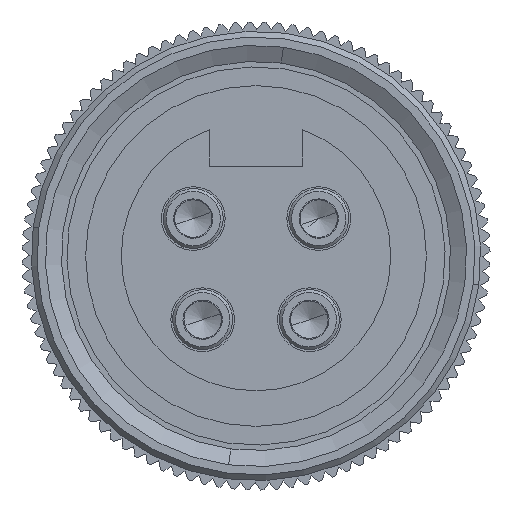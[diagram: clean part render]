
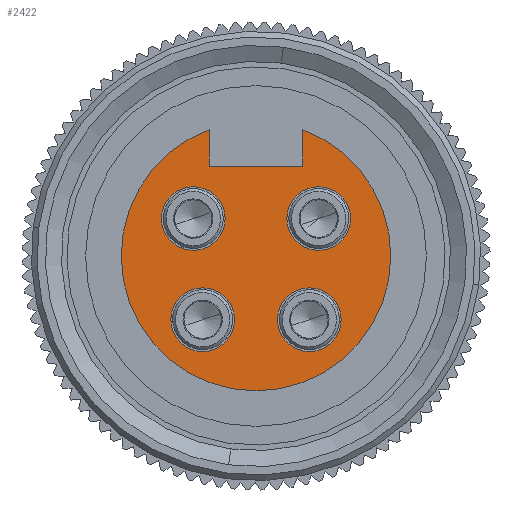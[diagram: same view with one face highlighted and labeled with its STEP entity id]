
A CAD part, front view. The second image highlights one B-rep face of the part: STEP entity #2422.
In plain terms, the highlighted planar face has unit normal (0, -1, 0).
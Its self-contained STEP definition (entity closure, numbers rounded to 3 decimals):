
#281=CARTESIAN_POINT('',(2.85,-18.5,-3.4));
#282=DIRECTION('',(0.,-1.,0.));
#283=DIRECTION('',(0.,0.,1.));
#284=AXIS2_PLACEMENT_3D('',#281,#282,#283);
#286=CARTESIAN_POINT('',(2.85,-18.5,-3.4));
#287=DIRECTION('',(0.,-1.,0.));
#288=DIRECTION('',(0.,0.,-1.));
#289=AXIS2_PLACEMENT_3D('',#286,#287,#288);
#291=CARTESIAN_POINT('',(3.35,-18.5,2.));
#292=DIRECTION('',(0.,-1.,0.));
#293=DIRECTION('',(0.,0.,1.));
#294=AXIS2_PLACEMENT_3D('',#291,#292,#293);
#296=CARTESIAN_POINT('',(3.35,-18.5,2.));
#297=DIRECTION('',(0.,-1.,0.));
#298=DIRECTION('',(0.,0.,-1.));
#299=AXIS2_PLACEMENT_3D('',#296,#297,#298);
#301=CARTESIAN_POINT('',(-2.85,-18.5,-3.4));
#302=DIRECTION('',(0.,-1.,0.));
#303=DIRECTION('',(0.,0.,1.));
#304=AXIS2_PLACEMENT_3D('',#301,#302,#303);
#306=CARTESIAN_POINT('',(-2.85,-18.5,-3.4));
#307=DIRECTION('',(0.,-1.,0.));
#308=DIRECTION('',(0.,0.,-1.));
#309=AXIS2_PLACEMENT_3D('',#306,#307,#308);
#311=CARTESIAN_POINT('',(-3.35,-18.5,2.));
#312=DIRECTION('',(0.,-1.,0.));
#313=DIRECTION('',(0.,0.,1.));
#314=AXIS2_PLACEMENT_3D('',#311,#312,#313);
#316=CARTESIAN_POINT('',(-3.35,-18.5,2.));
#317=DIRECTION('',(0.,-1.,0.));
#318=DIRECTION('',(0.,0.,-1.));
#319=AXIS2_PLACEMENT_3D('',#316,#317,#318);
#321=DIRECTION('',(-1.,0.,0.));
#322=VECTOR('',#321,5.);
#323=CARTESIAN_POINT('',(2.5,-18.5,4.8));
#324=LINE('',#323,#322);
#329=DIRECTION('',(0.,0.,1.));
#330=VECTOR('',#329,1.952);
#331=CARTESIAN_POINT('',(-2.5,-18.5,4.8));
#332=LINE('',#331,#330);
#333=CARTESIAN_POINT('',(0.,-18.5,0.));
#334=DIRECTION('',(0.,-1.,0.));
#335=DIRECTION('',(-0.347,0.,0.938));
#336=AXIS2_PLACEMENT_3D('',#333,#334,#335);
#355=DIRECTION('',(0.,0.,-1.));
#356=VECTOR('',#355,1.952);
#357=CARTESIAN_POINT('',(2.5,-18.5,6.752));
#358=LINE('',#357,#356);
#1805=CARTESIAN_POINT('',(2.5,-18.5,4.8));
#1806=CARTESIAN_POINT('',(-2.5,-18.5,4.8));
#1807=VERTEX_POINT('',#1805);
#1808=VERTEX_POINT('',#1806);
#1809=CARTESIAN_POINT('',(2.5,-18.5,6.752));
#1810=VERTEX_POINT('',#1809);
#1811=CARTESIAN_POINT('',(-2.5,-18.5,6.752));
#1812=VERTEX_POINT('',#1811);
#1813=CARTESIAN_POINT('',(2.85,-18.5,-1.7));
#1814=CARTESIAN_POINT('',(2.85,-18.5,-5.1));
#1815=VERTEX_POINT('',#1813);
#1816=VERTEX_POINT('',#1814);
#1817=CARTESIAN_POINT('',(3.35,-18.5,3.7));
#1818=CARTESIAN_POINT('',(3.35,-18.5,0.3));
#1819=VERTEX_POINT('',#1817);
#1820=VERTEX_POINT('',#1818);
#1821=CARTESIAN_POINT('',(-2.85,-18.5,-1.7));
#1822=CARTESIAN_POINT('',(-2.85,-18.5,-5.1));
#1823=VERTEX_POINT('',#1821);
#1824=VERTEX_POINT('',#1822);
#1825=CARTESIAN_POINT('',(-3.35,-18.5,3.7));
#1826=CARTESIAN_POINT('',(-3.35,-18.5,0.3));
#1827=VERTEX_POINT('',#1825);
#1828=VERTEX_POINT('',#1826);
#2385=CARTESIAN_POINT('',(0.,-18.5,-0.224));
#2386=DIRECTION('',(0.,1.,0.));
#2387=DIRECTION('',(0.,0.,-1.));
#2388=AXIS2_PLACEMENT_3D('',#2385,#2386,#2387);
#2389=PLANE('',#2388);
#2391=ORIENTED_EDGE('',*,*,#2390,.F.);
#2393=ORIENTED_EDGE('',*,*,#2392,.F.);
#2395=ORIENTED_EDGE('',*,*,#2394,.F.);
#2397=ORIENTED_EDGE('',*,*,#2396,.F.);
#2398=EDGE_LOOP('',(#2391,#2393,#2395,#2397));
#2399=FACE_OUTER_BOUND('',#2398,.F.);
#2401=ORIENTED_EDGE('',*,*,#2400,.T.);
#2403=ORIENTED_EDGE('',*,*,#2402,.T.);
#2404=EDGE_LOOP('',(#2401,#2403));
#2405=FACE_BOUND('',#2404,.F.);
#2407=ORIENTED_EDGE('',*,*,#2406,.T.);
#2409=ORIENTED_EDGE('',*,*,#2408,.T.);
#2410=EDGE_LOOP('',(#2407,#2409));
#2411=FACE_BOUND('',#2410,.F.);
#2413=ORIENTED_EDGE('',*,*,#2412,.T.);
#2415=ORIENTED_EDGE('',*,*,#2414,.T.);
#2416=EDGE_LOOP('',(#2413,#2415));
#2417=FACE_BOUND('',#2416,.F.);
#2418=ORIENTED_EDGE('',*,*,#2365,.T.);
#2419=ORIENTED_EDGE('',*,*,#2379,.T.);
#2420=EDGE_LOOP('',(#2418,#2419));
#2421=FACE_BOUND('',#2420,.F.);
#2422=ADVANCED_FACE('',(#2399,#2405,#2411,#2417,#2421),#2389,.F.);
#285=CIRCLE('',#284,1.7);
#290=CIRCLE('',#289,1.7);
#295=CIRCLE('',#294,1.7);
#300=CIRCLE('',#299,1.7);
#305=CIRCLE('',#304,1.7);
#310=CIRCLE('',#309,1.7);
#315=CIRCLE('',#314,1.7);
#320=CIRCLE('',#319,1.7);
#337=CIRCLE('',#336,7.2);
#2365=EDGE_CURVE('',#1827,#1828,#315,.T.);
#2379=EDGE_CURVE('',#1828,#1827,#320,.T.);
#2390=EDGE_CURVE('',#1807,#1808,#324,.T.);
#2392=EDGE_CURVE('',#1810,#1807,#358,.T.);
#2394=EDGE_CURVE('',#1812,#1810,#337,.T.);
#2396=EDGE_CURVE('',#1808,#1812,#332,.T.);
#2400=EDGE_CURVE('',#1815,#1816,#285,.T.);
#2402=EDGE_CURVE('',#1816,#1815,#290,.T.);
#2406=EDGE_CURVE('',#1819,#1820,#295,.T.);
#2408=EDGE_CURVE('',#1820,#1819,#300,.T.);
#2412=EDGE_CURVE('',#1823,#1824,#305,.T.);
#2414=EDGE_CURVE('',#1824,#1823,#310,.T.);
